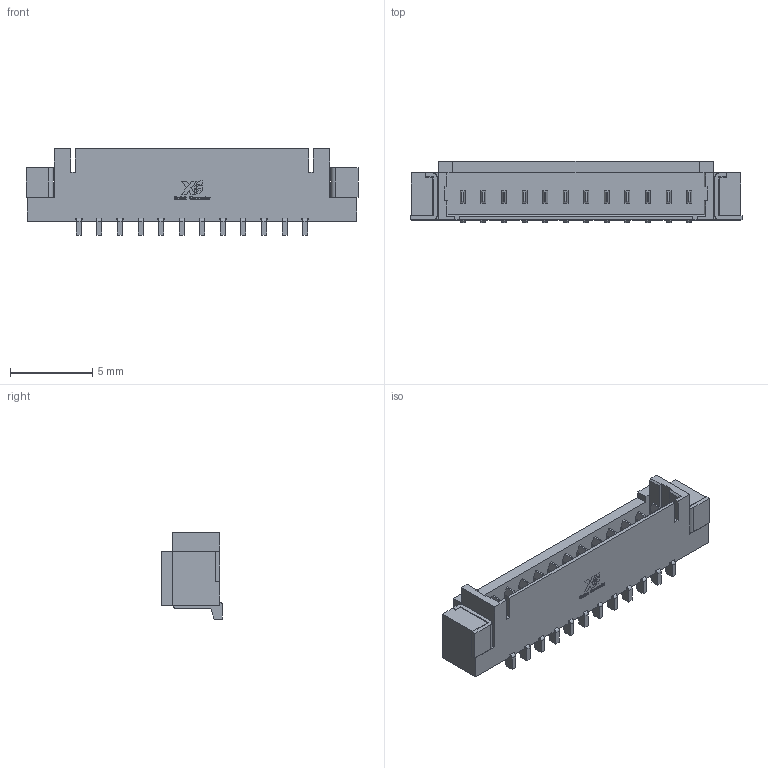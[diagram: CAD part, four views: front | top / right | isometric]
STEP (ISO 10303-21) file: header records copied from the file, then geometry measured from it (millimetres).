
FILE_DESCRIPTION(/* description */ (''),/* implementation_level */ '2;1');
FILE_NAME(/* name */ 'X904FB~1',/* time_stamp */ '2023-05-04T18:38:18+08:00',/* author */ (''),/* organization */ (''),/* preprocessor_version */ 'ST-DEVELOPER v16.5',/* originating_system */ '',/* authorisation */ '');
FILE_SCHEMA (('AUTOMOTIVE_DESIGN'));
Length unit declared in the file: millimetre
Products named in the file (1): Document
Bounding box: 20.16 x 3.7 x 5.25 mm (x, y, z)
Volume: 159.4 mm3; surface area: 557.3 mm2
Topology: 39 solids, 39 shells, 1099 faces, 2821 edges, 1858 vertices
Faces by surface type: bspline 620, plane 479
Entity records: 37445 total; most frequent: CARTESIAN_POINT 18559, ORIENTED_EDGE 5642, EDGE_CURVE 2821, B_SPLINE_CURVE_WITH_KNOTS 2671, VERTEX_POINT 1858, EDGE_LOOP 1173, ADVANCED_FACE 1099, FACE_OUTER_BOUND 1099
